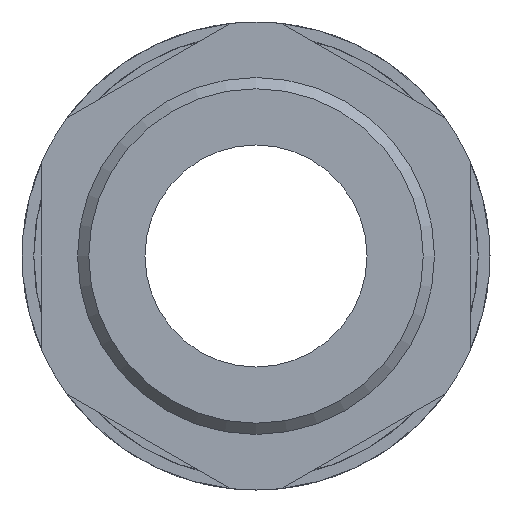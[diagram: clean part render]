
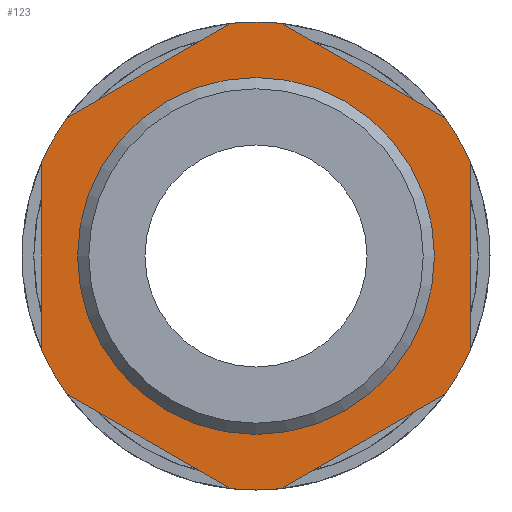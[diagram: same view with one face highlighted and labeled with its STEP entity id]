
A CAD part, left-side view. The second image highlights one B-rep face of the part: STEP entity #123.
In plain terms, the highlighted planar face has unit normal (-1, 0, 0).
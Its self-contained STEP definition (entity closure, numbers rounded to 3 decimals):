
#123 = ADVANCED_FACE( '', ( #261, #262 ), #263, .F. );
#261 = FACE_OUTER_BOUND( '', #431, .T. );
#262 = FACE_BOUND( '', #432, .T. );
#263 = PLANE( '', #433 );
#431 = EDGE_LOOP( '', ( #855, #856, #857, #858, #859, #860, #861, #862, #863, #864, #865, #866 ) );
#432 = EDGE_LOOP( '', ( #867 ) );
#433 = AXIS2_PLACEMENT_3D( '', #868, #869, #870 );
#855 = ORIENTED_EDGE( '', *, *, #1136, .F. );
#856 = ORIENTED_EDGE( '', *, *, #1171, .F. );
#857 = ORIENTED_EDGE( '', *, *, #1140, .F. );
#858 = ORIENTED_EDGE( '', *, *, #1172, .F. );
#859 = ORIENTED_EDGE( '', *, *, #1144, .F. );
#860 = ORIENTED_EDGE( '', *, *, #1170, .F. );
#861 = ORIENTED_EDGE( '', *, *, #1124, .F. );
#862 = ORIENTED_EDGE( '', *, *, #1173, .F. );
#863 = ORIENTED_EDGE( '', *, *, #1128, .F. );
#864 = ORIENTED_EDGE( '', *, *, #1174, .F. );
#865 = ORIENTED_EDGE( '', *, *, #1132, .F. );
#866 = ORIENTED_EDGE( '', *, *, #1175, .F. );
#867 = ORIENTED_EDGE( '', *, *, #1176, .T. );
#868 = CARTESIAN_POINT( '', ( -26., 10.58, 0. ) );
#869 = DIRECTION( '', ( 1., 0., 0. ) );
#870 = DIRECTION( '', ( 0., 0., -1. ) );
#1124 = EDGE_CURVE( '', #1351, #1346, #1353, .T. );
#1128 = EDGE_CURVE( '', #1359, #1354, #1361, .T. );
#1132 = EDGE_CURVE( '', #1367, #1362, #1369, .T. );
#1136 = EDGE_CURVE( '', #1375, #1370, #1377, .T. );
#1140 = EDGE_CURVE( '', #1383, #1378, #1385, .T. );
#1144 = EDGE_CURVE( '', #1391, #1386, #1393, .T. );
#1170 = EDGE_CURVE( '', #1346, #1391, #1433, .T. );
#1171 = EDGE_CURVE( '', #1378, #1375, #1434, .T. );
#1172 = EDGE_CURVE( '', #1386, #1383, #1435, .T. );
#1173 = EDGE_CURVE( '', #1354, #1351, #1436, .T. );
#1174 = EDGE_CURVE( '', #1362, #1359, #1437, .T. );
#1175 = EDGE_CURVE( '', #1370, #1367, #1438, .T. );
#1176 = EDGE_CURVE( '', #1439, #1439, #1440, .T. );
#1346 = VERTEX_POINT( '', #1669 );
#1351 = VERTEX_POINT( '', #1676 );
#1353 = LINE( '', #1679, #1680 );
#1354 = VERTEX_POINT( '', #1681 );
#1359 = VERTEX_POINT( '', #1688 );
#1361 = LINE( '', #1691, #1692 );
#1362 = VERTEX_POINT( '', #1693 );
#1367 = VERTEX_POINT( '', #1700 );
#1369 = LINE( '', #1703, #1704 );
#1370 = VERTEX_POINT( '', #1705 );
#1375 = VERTEX_POINT( '', #1712 );
#1377 = LINE( '', #1715, #1716 );
#1378 = VERTEX_POINT( '', #1717 );
#1383 = VERTEX_POINT( '', #1724 );
#1385 = LINE( '', #1727, #1728 );
#1386 = VERTEX_POINT( '', #1729 );
#1391 = VERTEX_POINT( '', #1736 );
#1393 = LINE( '', #1739, #1740 );
#1433 = CIRCLE( '', #1782, 14.75 );
#1434 = CIRCLE( '', #1783, 14.75 );
#1435 = CIRCLE( '', #1784, 14.75 );
#1436 = CIRCLE( '', #1785, 14.75 );
#1437 = CIRCLE( '', #1786, 14.75 );
#1438 = CIRCLE( '', #1787, 14.75 );
#1439 = VERTEX_POINT( '', #1788 );
#1440 = CIRCLE( '', #1789, 10.58 );
#1669 = CARTESIAN_POINT( '', ( -26., -13.5, -5.942 ) );
#1676 = CARTESIAN_POINT( '', ( -26., -13.5, 5.942 ) );
#1679 = CARTESIAN_POINT( '', ( -26., -13.5, 7.794 ) );
#1680 = VECTOR( '', #1980, 1000. );
#1681 = CARTESIAN_POINT( '', ( -26., -11.896, 8.72 ) );
#1688 = CARTESIAN_POINT( '', ( -26., -1.604, 14.663 ) );
#1691 = CARTESIAN_POINT( '', ( -26., 0., 15.588 ) );
#1692 = VECTOR( '', #1984, 1000. );
#1693 = CARTESIAN_POINT( '', ( -26., 1.604, 14.663 ) );
#1700 = CARTESIAN_POINT( '', ( -26., 11.896, 8.72 ) );
#1703 = CARTESIAN_POINT( '', ( -26., 13.5, 7.794 ) );
#1704 = VECTOR( '', #1988, 1000. );
#1705 = CARTESIAN_POINT( '', ( -26., 13.5, 5.942 ) );
#1712 = CARTESIAN_POINT( '', ( -26., 13.5, -5.942 ) );
#1715 = CARTESIAN_POINT( '', ( -26., 13.5, -7.794 ) );
#1716 = VECTOR( '', #1992, 1000. );
#1717 = CARTESIAN_POINT( '', ( -26., 11.896, -8.72 ) );
#1724 = CARTESIAN_POINT( '', ( -26., 1.604, -14.663 ) );
#1727 = CARTESIAN_POINT( '', ( -26., 0., -15.588 ) );
#1728 = VECTOR( '', #1996, 1000. );
#1729 = CARTESIAN_POINT( '', ( -26., -1.604, -14.663 ) );
#1736 = CARTESIAN_POINT( '', ( -26., -11.896, -8.72 ) );
#1739 = CARTESIAN_POINT( '', ( -26., -13.5, -7.794 ) );
#1740 = VECTOR( '', #2000, 1000. );
#1782 = AXIS2_PLACEMENT_3D( '', #2072, #2073, #2074 );
#1783 = AXIS2_PLACEMENT_3D( '', #2075, #2076, #2077 );
#1784 = AXIS2_PLACEMENT_3D( '', #2078, #2079, #2080 );
#1785 = AXIS2_PLACEMENT_3D( '', #2081, #2082, #2083 );
#1786 = AXIS2_PLACEMENT_3D( '', #2084, #2085, #2086 );
#1787 = AXIS2_PLACEMENT_3D( '', #2087, #2088, #2089 );
#1788 = CARTESIAN_POINT( '', ( -26., 0., -10.58 ) );
#1789 = AXIS2_PLACEMENT_3D( '', #2090, #2091, #2092 );
#1980 = DIRECTION( '', ( 0., 0., -1. ) );
#1984 = DIRECTION( '', ( 0., -0.866, -0.5 ) );
#1988 = DIRECTION( '', ( 0., -0.866, 0.5 ) );
#1992 = DIRECTION( '', ( 0., 0., 1. ) );
#1996 = DIRECTION( '', ( 0., 0.866, 0.5 ) );
#2000 = DIRECTION( '', ( 0., 0.866, -0.5 ) );
#2072 = CARTESIAN_POINT( '', ( -26., 0., 0. ) );
#2073 = DIRECTION( '', ( 1., 0., 0. ) );
#2074 = DIRECTION( '', ( 0., 0., -1. ) );
#2075 = CARTESIAN_POINT( '', ( -26., 0., 0. ) );
#2076 = DIRECTION( '', ( 1., 0., 0. ) );
#2077 = DIRECTION( '', ( 0., 0., -1. ) );
#2078 = CARTESIAN_POINT( '', ( -26., 0., 0. ) );
#2079 = DIRECTION( '', ( 1., 0., 0. ) );
#2080 = DIRECTION( '', ( 0., 0., -1. ) );
#2081 = CARTESIAN_POINT( '', ( -26., 0., 0. ) );
#2082 = DIRECTION( '', ( 1., 0., 0. ) );
#2083 = DIRECTION( '', ( 0., 0., -1. ) );
#2084 = CARTESIAN_POINT( '', ( -26., 0., 0. ) );
#2085 = DIRECTION( '', ( 1., 0., 0. ) );
#2086 = DIRECTION( '', ( 0., 0., -1. ) );
#2087 = CARTESIAN_POINT( '', ( -26., 0., 0. ) );
#2088 = DIRECTION( '', ( 1., 0., 0. ) );
#2089 = DIRECTION( '', ( 0., 0., -1. ) );
#2090 = CARTESIAN_POINT( '', ( -26., 0., 0. ) );
#2091 = DIRECTION( '', ( 1., 0., 0. ) );
#2092 = DIRECTION( '', ( 0., 0., -1. ) );
